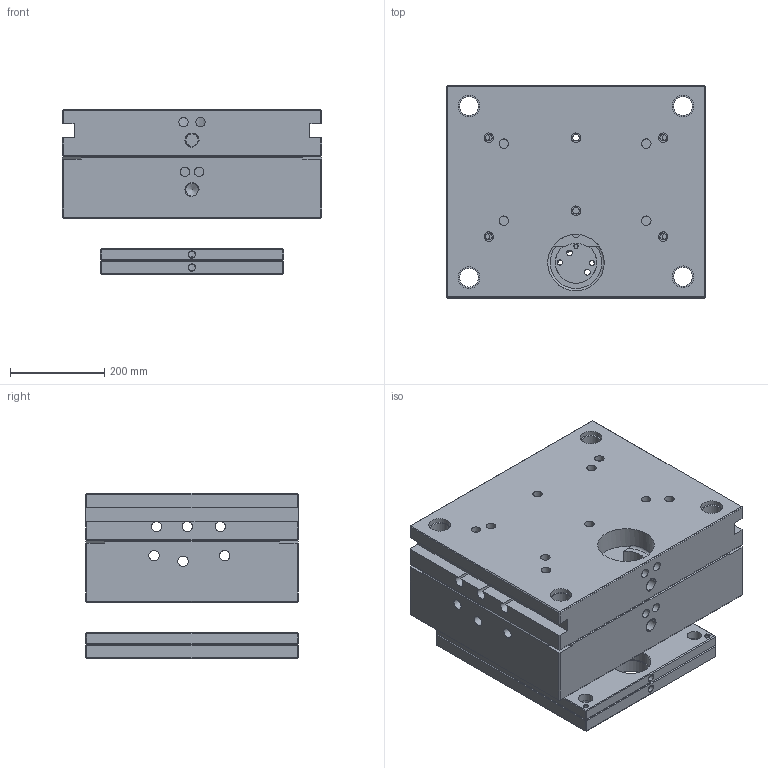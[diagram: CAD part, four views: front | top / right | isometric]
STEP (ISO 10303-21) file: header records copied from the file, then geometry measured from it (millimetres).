
FILE_DESCRIPTION(/* description */ (''),/* implementation_level */ '2;1');
FILE_NAME(/* name */ '130-mujia.stp',/* time_stamp */ '2018-11-21T14:07:12+08:00',/* author */ (''),/* organization */ (''),/* preprocessor_version */ 'ST-DEVELOPER v16',/* originating_system */ 'SIEMENS PLM Software NX 11.0',/* authorisation */ '');
FILE_SCHEMA (('AUTOMOTIVE_DESIGN { 1 0 10303 214 3 1 1 1 }'));
Length unit declared in the file: millimetre
Products named in the file (1): Admi06F09AC1doe8
Bounding box: 550 x 450 x 350.7 mm (x, y, z)
Volume: 48938463.7 mm3; surface area: 2839696.3 mm2
Topology: 4 solids, 4 shells, 632 faces, 1659 edges, 1064 vertices
Faces by surface type: plane 342, cylinder 258, cone 31, torus 1
Full cylindrical faces by diameter (mm): 7 x30, 8 x2, 9 x18, 10.2 x8, 11 x17, 12 x2, 14 x19, 14.1 x10, 18 x2, 20 x28, 22 x12, 26.5 x4, 30 x8, 36 x4, 40 x4, 46 x4, 55 x4, 62 x4, 83 x4, 120 x1
Entity records: 18718 total; most frequent: CARTESIAN_POINT 3355, DIRECTION 3199, ORIENTED_EDGE 2728, EDGE_CURVE 1364, AXIS2_PLACEMENT_3D 1218, EDGE_LOOP 1179, VERTEX_POINT 1006, FACE_BOUND 842
